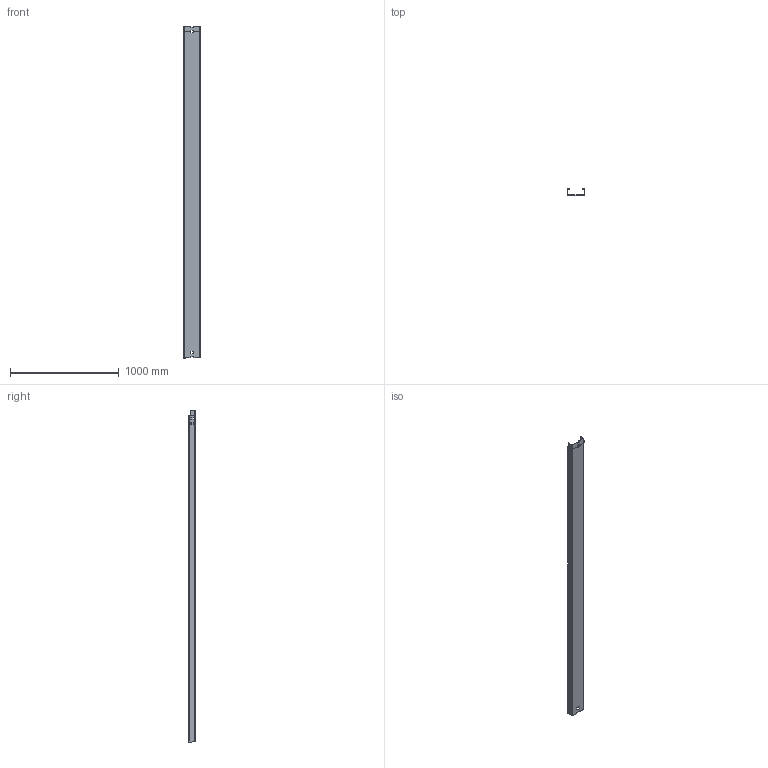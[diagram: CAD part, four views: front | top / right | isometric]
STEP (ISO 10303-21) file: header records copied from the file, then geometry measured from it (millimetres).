
FILE_DESCRIPTION((''),'2;1');
FILE_NAME('6059002','2012-10-27T',('AndreasKeweloh'),(''),'PRO/ENGINEER BY PARAMETRIC TECHNOLOGY CORPORATION, 2012230','PRO/ENGINEER BY PARAMETRIC TECHNOLOGY CORPORATION, 2012230','');
FILE_SCHEMA(('CONFIG_CONTROL_DESIGN'));
Length unit declared in the file: millimetre
Products named in the file (1): 6059002
Bounding box: 153.5 x 61.75 x 3050 mm (x, y, z)
Volume: 894709.1 mm3; surface area: 1796973.3 mm2
Topology: 1 solids, 1 shells, 166 faces, 434 edges, 268 vertices
Faces by surface type: plane 74, cylinder 60, bspline 20, cone 6, torus 4, sphere 2
Entity records: 6250 total; most frequent: CARTESIAN_POINT 2215, ORIENTED_EDGE 868, DIRECTION 773, EDGE_CURVE 434, VERTEX_POINT 268, VECTOR 259, LINE 259, AXIS2_PLACEMENT_3D 257
